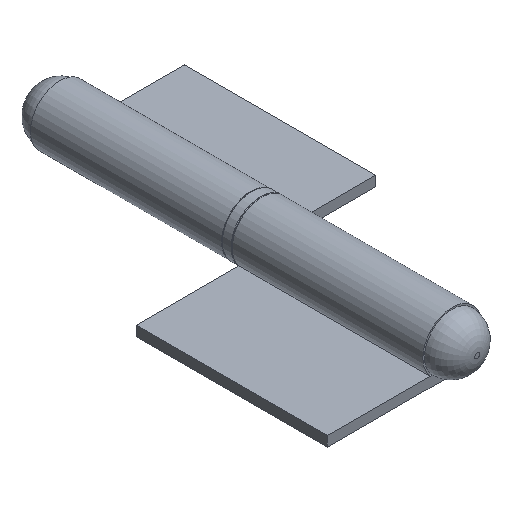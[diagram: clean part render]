
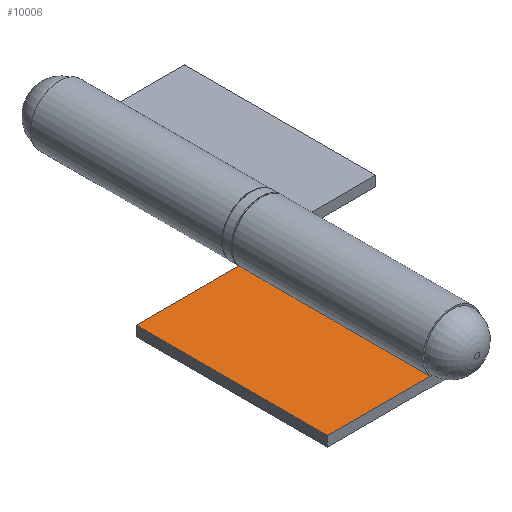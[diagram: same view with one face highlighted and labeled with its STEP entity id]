
A CAD part, isometric view. The second image highlights one B-rep face of the part: STEP entity #10006.
In plain terms, the highlighted planar face has unit normal (0, 0, 1).
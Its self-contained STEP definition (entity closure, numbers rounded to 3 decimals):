
#19 = CARTESIAN_POINT ( 'NONE',  ( 37.25, -28.5, -5.75 ) ) ;
#163 = ORIENTED_EDGE ( 'NONE', *, *, #11133, .T. ) ;
#240 = CARTESIAN_POINT ( 'NONE',  ( 0., -28.5, -5.75 ) ) ;
#1024 = EDGE_CURVE ( 'NONE', #1652, #1442, #8584, .T. ) ;
#1032 = VERTEX_POINT ( 'NONE', #1567 ) ;
#1442 = VERTEX_POINT ( 'NONE', #19 ) ;
#1567 = CARTESIAN_POINT ( 'NONE',  ( 0., 28.5, -5.75 ) ) ;
#1652 = VERTEX_POINT ( 'NONE', #10085 ) ;
#1766 = VERTEX_POINT ( 'NONE', #7109 ) ;
#2229 = ORIENTED_EDGE ( 'NONE', *, *, #2873, .F. ) ;
#2524 = LINE ( 'NONE', #9857, #7551 ) ;
#2671 = EDGE_LOOP ( 'NONE', ( #163, #10347, #2229, #7172, #11239 ) ) ;
#2770 = EDGE_CURVE ( 'NONE', #1032, #8474, #2524, .T. ) ;
#2873 = EDGE_CURVE ( 'NONE', #1766, #1652, #6098, .T. ) ;
#3017 = EDGE_CURVE ( 'NONE', #1032, #1766, #8840, .T. ) ;
#3258 = AXIS2_PLACEMENT_3D ( 'NONE', #5274, #11871, #6335 ) ;
#4275 = DIRECTION ( 'NONE',  ( 0., -1., 0. ) ) ;
#4373 = CARTESIAN_POINT ( 'NONE',  ( 0., -28.5, -5.75 ) ) ;
#5274 = CARTESIAN_POINT ( 'NONE',  ( 0., 28.5, -5.75 ) ) ;
#6098 = LINE ( 'NONE', #8785, #10455 ) ;
#6307 = DIRECTION ( 'NONE',  ( 1., 0., 0. ) ) ;
#6335 = DIRECTION ( 'NONE',  ( -1., 0., 0. ) ) ;
#7109 = CARTESIAN_POINT ( 'NONE',  ( 5.916, 28.5, -5.75 ) ) ;
#7112 = VECTOR ( 'NONE', #7806, 1000. ) ;
#7172 = ORIENTED_EDGE ( 'NONE', *, *, #3017, .F. ) ;
#7551 = VECTOR ( 'NONE', #9687, 1000. ) ;
#7657 = FACE_OUTER_BOUND ( 'NONE', #2671, .T. ) ;
#7806 = DIRECTION ( 'NONE',  ( 1., 0., 0. ) ) ;
#7922 = CARTESIAN_POINT ( 'NONE',  ( 0., 28.5, -5.75 ) ) ;
#8474 = VERTEX_POINT ( 'NONE', #240 ) ;
#8584 = LINE ( 'NONE', #8870, #11815 ) ;
#8785 = CARTESIAN_POINT ( 'NONE',  ( 0., 28.5, -5.75 ) ) ;
#8840 = LINE ( 'NONE', #7922, #7112 ) ;
#8870 = CARTESIAN_POINT ( 'NONE',  ( 37.25, 28.5, -5.75 ) ) ;
#9687 = DIRECTION ( 'NONE',  ( 0., -1., 0. ) ) ;
#9857 = CARTESIAN_POINT ( 'NONE',  ( 0., 28.5, -5.75 ) ) ;
#9962 = VECTOR ( 'NONE', #6307, 1000. ) ;
#10006 = ADVANCED_FACE ( 'NONE', ( #7657 ), #11005, .F. ) ;
#10085 = CARTESIAN_POINT ( 'NONE',  ( 37.25, 28.5, -5.75 ) ) ;
#10119 = LINE ( 'NONE', #4373, #9962 ) ;
#10347 = ORIENTED_EDGE ( 'NONE', *, *, #1024, .F. ) ;
#10455 = VECTOR ( 'NONE', #10714, 1000. ) ;
#10714 = DIRECTION ( 'NONE',  ( 1., 0., 0. ) ) ;
#11005 = PLANE ( 'NONE',  #3258 ) ;
#11133 = EDGE_CURVE ( 'NONE', #8474, #1442, #10119, .T. ) ;
#11239 = ORIENTED_EDGE ( 'NONE', *, *, #2770, .T. ) ;
#11815 = VECTOR ( 'NONE', #4275, 1000. ) ;
#11871 = DIRECTION ( 'NONE',  ( 0., 0., -1. ) ) ;
